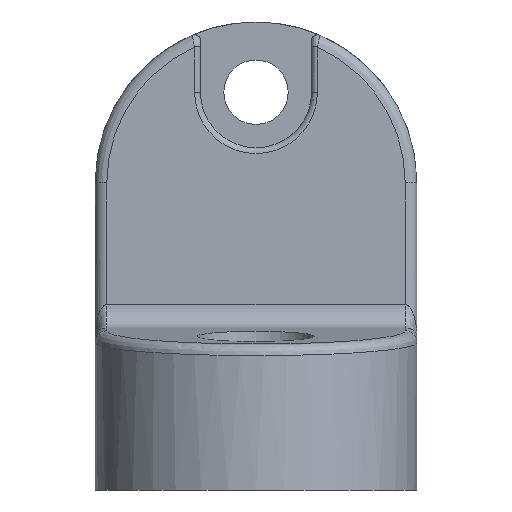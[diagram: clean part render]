
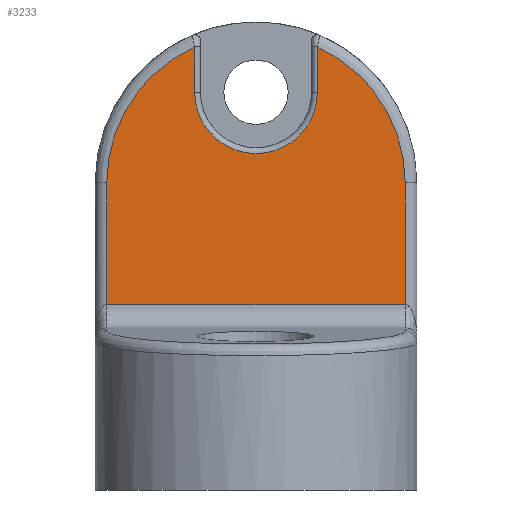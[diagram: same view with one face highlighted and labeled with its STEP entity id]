
A CAD part, front view. The second image highlights one B-rep face of the part: STEP entity #3233.
In plain terms, the highlighted planar face has unit normal (0, -1, 0).
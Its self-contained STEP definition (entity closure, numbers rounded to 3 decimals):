
#2303=CARTESIAN_POINT('',(1.,-10.0,15.833));
#2304=VERTEX_POINT('',#2303);
#2317=CARTESIAN_POINT('',(1.0,-10.0,26.25));
#2318=VERTEX_POINT('',#2317);
#2319=CARTESIAN_POINT('',(1.0,-10.0,15.833));
#2320=DIRECTION('',(0.0,0.0,1.0));
#2321=VECTOR('',#2320,10.417);
#2322=LINE('',#2319,#2321);
#2323=EDGE_CURVE('',#2304,#2318,#2322,.T.);
#2371=CARTESIAN_POINT('',(26.5,-10.0,26.25));
#2372=VERTEX_POINT('',#2371);
#2380=CARTESIAN_POINT('',(26.5,-10.0,15.833));
#2381=VERTEX_POINT('',#2380);
#2382=CARTESIAN_POINT('',(26.5,-10.0,15.833));
#2383=DIRECTION('',(0.0,0.0,1.0));
#2384=VECTOR('',#2383,10.417);
#2385=LINE('',#2382,#2384);
#2386=EDGE_CURVE('',#2381,#2372,#2385,.T.);
#2437=CARTESIAN_POINT('',(26.5,-10.0,15.833));
#2438=DIRECTION('',(-1.0,0.0,0.0));
#2439=VECTOR('',#2438,25.5);
#2440=LINE('',#2437,#2439);
#2441=EDGE_CURVE('',#2381,#2304,#2440,.T.);
#3167=CARTESIAN_POINT('',(19.,-10.0,37.869));
#3168=VERTEX_POINT('',#3167);
#3179=CARTESIAN_POINT('',(13.75,-10.0,26.25));
#3180=DIRECTION('',(0.0,1.0,0.0));
#3181=DIRECTION('',(0.0,0.0,1.0));
#3182=AXIS2_PLACEMENT_3D('',#3179,#3180,#3181);
#3183=CIRCLE('',#3182,12.75);
#3184=EDGE_CURVE('',#3168,#2372,#3183,.T.);
#3190=CARTESIAN_POINT('',(27.5,-10.0,0.0));
#3191=DIRECTION('',(0.0,-1.0,0.0));
#3192=DIRECTION('',(0.0,0.0,1.0));
#3193=AXIS2_PLACEMENT_3D('',#3190,#3191,#3192);
#3194=PLANE('',#3193);
#3195=ORIENTED_EDGE('',*,*,#2441,.F.);
#3196=ORIENTED_EDGE('',*,*,#2386,.T.);
#3197=ORIENTED_EDGE('',*,*,#3184,.F.);
#3198=CARTESIAN_POINT('',(19.,-10.0,34.0));
#3199=VERTEX_POINT('',#3198);
#3200=CARTESIAN_POINT('',(19.,-10.0,34.0));
#3201=DIRECTION('',(0.0,0.0,1.0));
#3202=VECTOR('',#3201,3.869);
#3203=LINE('',#3200,#3202);
#3204=EDGE_CURVE('',#3199,#3168,#3203,.T.);
#3205=ORIENTED_EDGE('',*,*,#3204,.F.);
#3206=CARTESIAN_POINT('',(8.5,-10.0,34.0));
#3207=VERTEX_POINT('',#3206);
#3208=CARTESIAN_POINT('',(13.75,-10.0,34.0));
#3209=DIRECTION('',(0.0,-1.0,0.0));
#3210=DIRECTION('',(-1.0,0.0,0.0));
#3211=AXIS2_PLACEMENT_3D('',#3208,#3209,#3210);
#3212=CIRCLE('',#3211,5.25);
#3213=EDGE_CURVE('',#3207,#3199,#3212,.T.);
#3214=ORIENTED_EDGE('',*,*,#3213,.F.);
#3215=CARTESIAN_POINT('',(8.5,-10.0,37.869));
#3216=VERTEX_POINT('',#3215);
#3217=CARTESIAN_POINT('',(8.5,-10.0,37.869));
#3218=DIRECTION('',(0.0,0.0,-1.0));
#3219=VECTOR('',#3218,3.869);
#3220=LINE('',#3217,#3219);
#3221=EDGE_CURVE('',#3216,#3207,#3220,.T.);
#3222=ORIENTED_EDGE('',*,*,#3221,.F.);
#3223=CARTESIAN_POINT('',(13.75,-10.0,26.25));
#3224=DIRECTION('',(0.0,-1.0,0.0));
#3225=DIRECTION('',(0.,0.0,1.0));
#3226=AXIS2_PLACEMENT_3D('',#3223,#3224,#3225);
#3227=CIRCLE('',#3226,12.75);
#3228=EDGE_CURVE('',#3216,#2318,#3227,.T.);
#3229=ORIENTED_EDGE('',*,*,#3228,.T.);
#3230=ORIENTED_EDGE('',*,*,#2323,.F.);
#3231=EDGE_LOOP('',(#3195,#3196,#3197,#3205,#3214,#3222,#3229,#3230));
#3232=FACE_OUTER_BOUND('',#3231,.T.);
#3233=ADVANCED_FACE('',(#3232),#3194,.T.);
